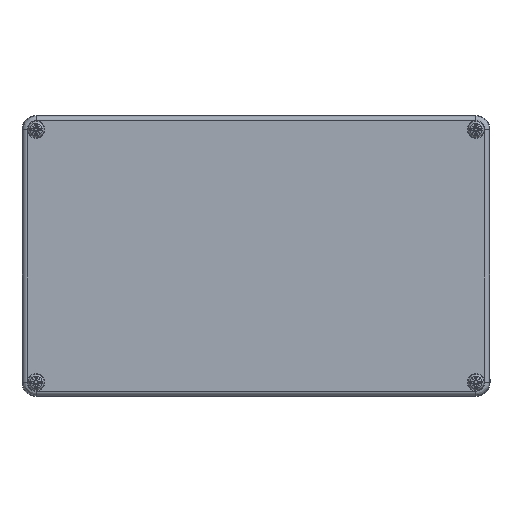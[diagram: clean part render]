
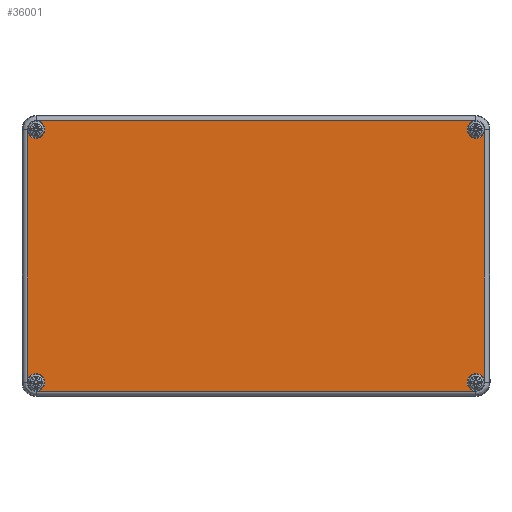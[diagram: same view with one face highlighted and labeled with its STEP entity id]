
A CAD part, top view. The second image highlights one B-rep face of the part: STEP entity #36001.
In plain terms, the highlighted planar face has unit normal (0, 0, 1).
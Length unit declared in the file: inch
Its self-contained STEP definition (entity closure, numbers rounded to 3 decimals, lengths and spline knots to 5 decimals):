
#463 = FACE_OUTER_BOUND ( 'NONE', #37588, .T. ) ;
#1027 = CARTESIAN_POINT ( 'NONE',  ( 3.70079, 2.27452, 0.59055 ) ) ;
#1522 = CARTESIAN_POINT ( 'NONE',  ( 0., 2.27452, 0.59055 ) ) ;
#1868 = CARTESIAN_POINT ( 'NONE',  ( -3.70079, 2.27452, 0.59055 ) ) ;
#1891 = EDGE_CURVE ( 'NONE', #10528, #17050, #32578, .T. ) ;
#2500 = EDGE_CURVE ( 'NONE', #13227, #43458, #5466, .T. ) ;
#3227 = CARTESIAN_POINT ( 'NONE',  ( 3.7878, -2.27452, 0.59055 ) ) ;
#3355 = AXIS2_PLACEMENT_3D ( 'NONE', #50527, #54487, #41666 ) ;
#3691 = CARTESIAN_POINT ( 'NONE',  ( 0., -2.27452, 0.59055 ) ) ;
#3821 = CARTESIAN_POINT ( 'NONE',  ( -3.84843, 2.12598, 0.59055 ) ) ;
#3876 = FACE_BOUND ( 'NONE', #24642, .T. ) ;
#5418 = CARTESIAN_POINT ( 'NONE',  ( -3.7878, 2.27452, 0.59055 ) ) ;
#5466 =( BOUNDED_CURVE ( )  B_SPLINE_CURVE ( 3, ( #1027, #38744, #8574, #42560 ),
 .UNSPECIFIED., .F., .T. ) 
 B_SPLINE_CURVE_WITH_KNOTS ( ( 4, 4 ),
 ( 0., 1. ),
 .UNSPECIFIED. ) 
 CURVE ( )  GEOMETRIC_REPRESENTATION_ITEM ( )  RATIONAL_B_SPLINE_CURVE ( ( 1., 0.805, 0.805, 1. ) ) 
 REPRESENTATION_ITEM ( '' )  );
#5478 = EDGE_CURVE ( 'NONE', #23576, #46972, #24953, .T. ) ;
#7253 = EDGE_CURVE ( 'NONE', #46972, #10528, #23651, .T. ) ;
#7916 = EDGE_CURVE ( 'NONE', #17050, #13227, #42059, .T. ) ;
#8574 = CARTESIAN_POINT ( 'NONE',  ( 3.84932, 2.21299, 0.59055 ) ) ;
#9181 = EDGE_CURVE ( 'NONE', #14818, #14818, #17995, .T. ) ;
#9286 = CARTESIAN_POINT ( 'NONE',  ( -3.70079, -2.12598, 0.59055 ) ) ;
#9477 = VECTOR ( 'NONE', #29103, 39.37008 ) ;
#9953 = CARTESIAN_POINT ( 'NONE',  ( -3.84932, 2.21299, 0.59055 ) ) ;
#10119 = CARTESIAN_POINT ( 'NONE',  ( 3.70079, 2.27452, 0.59055 ) ) ;
#10528 = VERTEX_POINT ( 'NONE', #38592 ) ;
#10754 = DIRECTION ( 'NONE',  ( 1., 0., 0. ) ) ;
#11606 = VECTOR ( 'NONE', #10754, 39.37008 ) ;
#11906 = CARTESIAN_POINT ( 'NONE',  ( 3.84932, -2.12598, 0.59055 ) ) ;
#12372 = CARTESIAN_POINT ( 'NONE',  ( -3.84932, -2.12598, 0.59055 ) ) ;
#13227 = VERTEX_POINT ( 'NONE', #10119 ) ;
#14143 = ORIENTED_EDGE ( 'NONE', *, *, #5478, .F. ) ;
#14786 = AXIS2_PLACEMENT_3D ( 'NONE', #44974, #31565, #31384 ) ;
#14818 = VERTEX_POINT ( 'NONE', #50002 ) ;
#15398 = DIRECTION ( 'NONE',  ( -1., 0., 0. ) ) ;
#15415 = VERTEX_POINT ( 'NONE', #17734 ) ;
#15470 = PLANE ( 'NONE',  #3355 ) ;
#15835 = DIRECTION ( 'NONE',  ( -1., 0., 0. ) ) ;
#15852 = ORIENTED_EDGE ( 'NONE', *, *, #7916, .F. ) ;
#16125 = VERTEX_POINT ( 'NONE', #3821 ) ;
#16154 = LINE ( 'NONE', #36363, #45146 ) ;
#16747 = ORIENTED_EDGE ( 'NONE', *, *, #1891, .F. ) ;
#16796 = CARTESIAN_POINT ( 'NONE',  ( 3.84932, 2.12598, 0.59055 ) ) ;
#17050 = VERTEX_POINT ( 'NONE', #1868 ) ;
#17586 = LINE ( 'NONE', #3691, #9477 ) ;
#17734 = CARTESIAN_POINT ( 'NONE',  ( 3.55315, 2.12598, 0.59055 ) ) ;
#17867 = CARTESIAN_POINT ( 'NONE',  ( -3.84932, 0., 0.59055 ) ) ;
#17995 = CIRCLE ( 'NONE', #39454, 0.14764 ) ;
#19038 = VERTEX_POINT ( 'NONE', #11906 ) ;
#19595 = EDGE_LOOP ( 'NONE', ( #21606 ) ) ;
#20012 = ORIENTED_EDGE ( 'NONE', *, *, #21634, .F. ) ;
#20489 = CARTESIAN_POINT ( 'NONE',  ( -3.70079, -2.27452, 0.59055 ) ) ;
#21016 = EDGE_LOOP ( 'NONE', ( #20012 ) ) ;
#21314 = CARTESIAN_POINT ( 'NONE',  ( 3.84932, -2.12598, 0.59055 ) ) ;
#21606 = ORIENTED_EDGE ( 'NONE', *, *, #50057, .F. ) ;
#21634 = EDGE_CURVE ( 'NONE', #26195, #26195, #21880, .T. ) ;
#21880 = CIRCLE ( 'NONE', #14786, 0.14764 ) ;
#22072 = FACE_BOUND ( 'NONE', #21016, .T. ) ;
#23403 = FACE_BOUND ( 'NONE', #19595, .T. ) ;
#23513 = DIRECTION ( 'NONE',  ( 0., -1., 0. ) ) ;
#23576 = VERTEX_POINT ( 'NONE', #47801 ) ;
#23651 = LINE ( 'NONE', #17867, #46662 ) ;
#24642 = EDGE_LOOP ( 'NONE', ( #54004 ) ) ;
#24953 =( BOUNDED_CURVE ( )  B_SPLINE_CURVE ( 3, ( #20489, #46315, #37437, #12372 ),
 .UNSPECIFIED., .F., .T. ) 
 B_SPLINE_CURVE_WITH_KNOTS ( ( 4, 4 ),
 ( 0., 1. ),
 .UNSPECIFIED. ) 
 CURVE ( )  GEOMETRIC_REPRESENTATION_ITEM ( )  RATIONAL_B_SPLINE_CURVE ( ( 1., 0.805, 0.805, 1. ) ) 
 REPRESENTATION_ITEM ( '' )  );
#25435 = ORIENTED_EDGE ( 'NONE', *, *, #38302, .F. ) ;
#26195 = VERTEX_POINT ( 'NONE', #37926 ) ;
#26588 = CARTESIAN_POINT ( 'NONE',  ( -3.84932, -2.12598, 0.59055 ) ) ;
#27828 = DIRECTION ( 'NONE',  ( 0., 0., 1. ) ) ;
#28604 = CARTESIAN_POINT ( 'NONE',  ( -3.70079, 2.12598, 0.59055 ) ) ;
#29103 = DIRECTION ( 'NONE',  ( -1., 0., 0. ) ) ;
#29495 = FACE_BOUND ( 'NONE', #32283, .T. ) ;
#29557 = EDGE_CURVE ( 'NONE', #40412, #23576, #17586, .T. ) ;
#30478 = ORIENTED_EDGE ( 'NONE', *, *, #29557, .F. ) ;
#31225 = CARTESIAN_POINT ( 'NONE',  ( -3.84932, 2.12598, 0.59055 ) ) ;
#31384 = DIRECTION ( 'NONE',  ( -1., 0., 0. ) ) ;
#31398 = AXIS2_PLACEMENT_3D ( 'NONE', #28604, #41653, #15835 ) ;
#31565 = DIRECTION ( 'NONE',  ( 0., 0., 1. ) ) ;
#32283 = EDGE_LOOP ( 'NONE', ( #50861 ) ) ;
#32578 =( BOUNDED_CURVE ( )  B_SPLINE_CURVE ( 3, ( #31225, #9953, #5418, #40289 ),
 .UNSPECIFIED., .F., .F. ) 
 B_SPLINE_CURVE_WITH_KNOTS ( ( 4, 4 ),
 ( 0., 1. ),
 .UNSPECIFIED. ) 
 CURVE ( )  GEOMETRIC_REPRESENTATION_ITEM ( )  RATIONAL_B_SPLINE_CURVE ( ( 1., 0.805, 0.805, 1. ) ) 
 REPRESENTATION_ITEM ( '' )  );
#33343 = ORIENTED_EDGE ( 'NONE', *, *, #34534, .F. ) ;
#34534 = EDGE_CURVE ( 'NONE', #43458, #19038, #16154, .T. ) ;
#34640 = EDGE_CURVE ( 'NONE', #16125, #16125, #41803, .T. ) ;
#36001 = ADVANCED_FACE ( 'NONE', ( #29495, #23403, #22072, #3876, #463 ), #15470, .F. ) ;
#36363 = CARTESIAN_POINT ( 'NONE',  ( 3.84932, 0., 0.59055 ) ) ;
#36613 = ORIENTED_EDGE ( 'NONE', *, *, #7253, .F. ) ;
#37437 = CARTESIAN_POINT ( 'NONE',  ( -3.84932, -2.21299, 0.59055 ) ) ;
#37492 =( BOUNDED_CURVE ( )  B_SPLINE_CURVE ( 3, ( #21314, #46987, #3227, #51320 ),
 .UNSPECIFIED., .F., .F. ) 
 B_SPLINE_CURVE_WITH_KNOTS ( ( 4, 4 ),
 ( 0., 1. ),
 .UNSPECIFIED. ) 
 CURVE ( )  GEOMETRIC_REPRESENTATION_ITEM ( )  RATIONAL_B_SPLINE_CURVE ( ( 1., 0.805, 0.805, 1. ) ) 
 REPRESENTATION_ITEM ( '' )  );
#37588 = EDGE_LOOP ( 'NONE', ( #30478, #25435, #33343, #50180, #15852, #16747, #36613, #14143 ) ) ;
#37926 = CARTESIAN_POINT ( 'NONE',  ( 3.55315, -2.12598, 0.59055 ) ) ;
#38302 = EDGE_CURVE ( 'NONE', #19038, #40412, #37492, .T. ) ;
#38592 = CARTESIAN_POINT ( 'NONE',  ( -3.84932, 2.12598, 0.59055 ) ) ;
#38743 = CARTESIAN_POINT ( 'NONE',  ( 3.70079, -2.27452, 0.59055 ) ) ;
#38744 = CARTESIAN_POINT ( 'NONE',  ( 3.7878, 2.27452, 0.59055 ) ) ;
#39171 = DIRECTION ( 'NONE',  ( 0., 1., 0. ) ) ;
#39452 = DIRECTION ( 'NONE',  ( 0., 0., 1. ) ) ;
#39454 = AXIS2_PLACEMENT_3D ( 'NONE', #9286, #39452, #52620 ) ;
#40289 = CARTESIAN_POINT ( 'NONE',  ( -3.70079, 2.27452, 0.59055 ) ) ;
#40412 = VERTEX_POINT ( 'NONE', #38743 ) ;
#41653 = DIRECTION ( 'NONE',  ( 0., 0., 1. ) ) ;
#41666 = DIRECTION ( 'NONE',  ( -1., 0., 0. ) ) ;
#41803 = CIRCLE ( 'NONE', #31398, 0.14764 ) ;
#42059 = LINE ( 'NONE', #1522, #11606 ) ;
#42560 = CARTESIAN_POINT ( 'NONE',  ( 3.84932, 2.12598, 0.59055 ) ) ;
#43458 = VERTEX_POINT ( 'NONE', #16796 ) ;
#44689 = CIRCLE ( 'NONE', #50833, 0.14764 ) ;
#44974 = CARTESIAN_POINT ( 'NONE',  ( 3.70079, -2.12598, 0.59055 ) ) ;
#45146 = VECTOR ( 'NONE', #23513, 39.37008 ) ;
#46315 = CARTESIAN_POINT ( 'NONE',  ( -3.7878, -2.27452, 0.59055 ) ) ;
#46662 = VECTOR ( 'NONE', #39171, 39.37008 ) ;
#46972 = VERTEX_POINT ( 'NONE', #26588 ) ;
#46987 = CARTESIAN_POINT ( 'NONE',  ( 3.84932, -2.21299, 0.59055 ) ) ;
#47801 = CARTESIAN_POINT ( 'NONE',  ( -3.70079, -2.27452, 0.59055 ) ) ;
#50002 = CARTESIAN_POINT ( 'NONE',  ( -3.84843, -2.12598, 0.59055 ) ) ;
#50057 = EDGE_CURVE ( 'NONE', #15415, #15415, #44689, .T. ) ;
#50180 = ORIENTED_EDGE ( 'NONE', *, *, #2500, .F. ) ;
#50527 = CARTESIAN_POINT ( 'NONE',  ( 0., 0., 0.59055 ) ) ;
#50833 = AXIS2_PLACEMENT_3D ( 'NONE', #53674, #27828, #15398 ) ;
#50861 = ORIENTED_EDGE ( 'NONE', *, *, #34640, .F. ) ;
#51320 = CARTESIAN_POINT ( 'NONE',  ( 3.70079, -2.27452, 0.59055 ) ) ;
#52620 = DIRECTION ( 'NONE',  ( -1., 0., 0. ) ) ;
#53674 = CARTESIAN_POINT ( 'NONE',  ( 3.70079, 2.12598, 0.59055 ) ) ;
#54004 = ORIENTED_EDGE ( 'NONE', *, *, #9181, .F. ) ;
#54487 = DIRECTION ( 'NONE',  ( 0., 0., -1. ) ) ;
